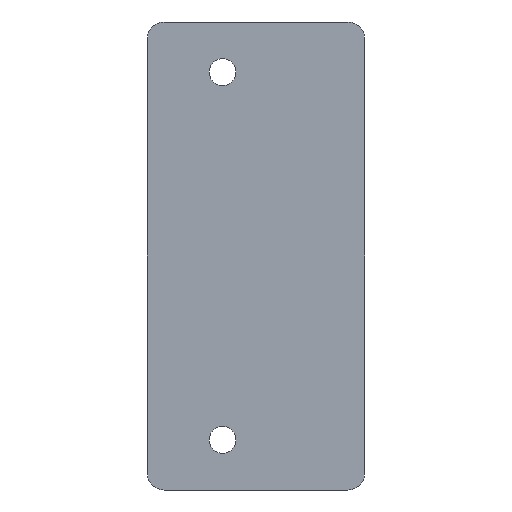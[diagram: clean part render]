
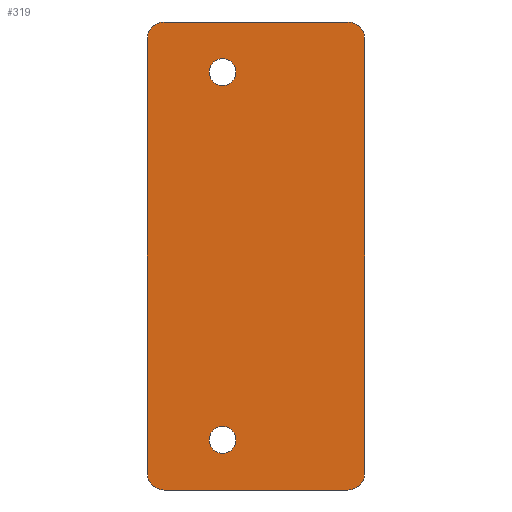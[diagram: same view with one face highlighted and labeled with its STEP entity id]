
A CAD part, front view. The second image highlights one B-rep face of the part: STEP entity #319.
In plain terms, the highlighted planar face has unit normal (0, -1, 0).
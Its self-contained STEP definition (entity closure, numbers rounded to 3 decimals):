
#15=FACE_BOUND('',#52,.T.);
#16=FACE_BOUND('',#53,.T.);
#21=PLANE('',#367);
#34=FACE_OUTER_BOUND('',#51,.T.);
#51=EDGE_LOOP('',(#239,#240,#241,#242,#243,#244,#245,#246));
#52=EDGE_LOOP('',(#247));
#53=EDGE_LOOP('',(#248));
#75=LINE('',#522,#104);
#78=LINE('',#528,#107);
#79=LINE('',#532,#108);
#80=LINE('',#536,#109);
#104=VECTOR('',#425,10.);
#107=VECTOR('',#430,10.);
#108=VECTOR('',#433,10.);
#109=VECTOR('',#436,10.);
#125=CIRCLE('',#355,1.6);
#127=CIRCLE('',#358,1.6);
#130=CIRCLE('',#364,2.);
#132=CIRCLE('',#368,2.);
#133=CIRCLE('',#369,2.);
#134=CIRCLE('',#370,2.);
#141=VERTEX_POINT('',#487);
#143=VERTEX_POINT('',#493);
#150=VERTEX_POINT('',#512);
#151=VERTEX_POINT('',#513);
#154=VERTEX_POINT('',#521);
#156=VERTEX_POINT('',#527);
#157=VERTEX_POINT('',#529);
#158=VERTEX_POINT('',#531);
#159=VERTEX_POINT('',#533);
#160=VERTEX_POINT('',#535);
#172=EDGE_CURVE('',#141,#141,#125,.T.);
#175=EDGE_CURVE('',#143,#143,#127,.T.);
#183=EDGE_CURVE('',#150,#151,#130,.T.);
#187=EDGE_CURVE('',#151,#154,#75,.T.);
#190=EDGE_CURVE('',#150,#156,#78,.T.);
#191=EDGE_CURVE('',#157,#156,#132,.T.);
#192=EDGE_CURVE('',#158,#157,#79,.T.);
#193=EDGE_CURVE('',#159,#158,#133,.T.);
#194=EDGE_CURVE('',#160,#159,#80,.T.);
#195=EDGE_CURVE('',#154,#160,#134,.T.);
#239=ORIENTED_EDGE('',*,*,#183,.F.);
#240=ORIENTED_EDGE('',*,*,#190,.T.);
#241=ORIENTED_EDGE('',*,*,#191,.F.);
#242=ORIENTED_EDGE('',*,*,#192,.F.);
#243=ORIENTED_EDGE('',*,*,#193,.F.);
#244=ORIENTED_EDGE('',*,*,#194,.F.);
#245=ORIENTED_EDGE('',*,*,#195,.F.);
#246=ORIENTED_EDGE('',*,*,#187,.F.);
#247=ORIENTED_EDGE('',*,*,#172,.T.);
#248=ORIENTED_EDGE('',*,*,#175,.T.);
#319=ADVANCED_FACE('',(#34,#15,#16),#21,.F.);
#355=AXIS2_PLACEMENT_3D('',#489,#393,#394);
#358=AXIS2_PLACEMENT_3D('',#495,#400,#401);
#364=AXIS2_PLACEMENT_3D('',#514,#417,#418);
#367=AXIS2_PLACEMENT_3D('',#526,#428,#429);
#368=AXIS2_PLACEMENT_3D('',#530,#431,#432);
#369=AXIS2_PLACEMENT_3D('',#534,#434,#435);
#370=AXIS2_PLACEMENT_3D('',#537,#437,#438);
#393=DIRECTION('center_axis',(0.,1.,0.));
#394=DIRECTION('ref_axis',(1.,0.,0.));
#400=DIRECTION('center_axis',(0.,1.,0.));
#401=DIRECTION('ref_axis',(1.,0.,0.));
#417=DIRECTION('center_axis',(0.,1.,0.));
#418=DIRECTION('ref_axis',(0.707,0.,-0.707));
#425=DIRECTION('',(-1.,0.,0.));
#428=DIRECTION('center_axis',(0.,1.,0.));
#429=DIRECTION('ref_axis',(0.,0.,1.));
#430=DIRECTION('',(0.,0.,1.));
#431=DIRECTION('center_axis',(0.,1.,0.));
#432=DIRECTION('ref_axis',(0.707,0.,0.707));
#433=DIRECTION('',(1.,0.,0.));
#434=DIRECTION('center_axis',(0.,1.,0.));
#435=DIRECTION('ref_axis',(-0.707,0.,0.707));
#436=DIRECTION('',(0.,0.,1.));
#437=DIRECTION('center_axis',(0.,1.,0.));
#438=DIRECTION('ref_axis',(-0.707,0.,-0.707));
#487=CARTESIAN_POINT('',(-44.6,0.,-50.));
#489=CARTESIAN_POINT('Origin',(-43.,0.,-50.));
#493=CARTESIAN_POINT('',(-44.6,0.,-6.));
#495=CARTESIAN_POINT('Origin',(-43.,0.,-6.));
#512=CARTESIAN_POINT('',(-26.,0.,-54.));
#513=CARTESIAN_POINT('',(-28.,0.,-56.));
#514=CARTESIAN_POINT('Origin',(-28.,0.,-54.));
#521=CARTESIAN_POINT('',(-50.,0.,-56.));
#522=CARTESIAN_POINT('',(0.,0.,-56.));
#526=CARTESIAN_POINT('Origin',(-26.,0.,-28.));
#527=CARTESIAN_POINT('',(-26.,0.,-2.));
#528=CARTESIAN_POINT('',(-26.,0.,-42.));
#529=CARTESIAN_POINT('',(-28.,0.,0.));
#530=CARTESIAN_POINT('Origin',(-28.,0.,-2.));
#531=CARTESIAN_POINT('',(-50.,0.,0.));
#532=CARTESIAN_POINT('',(-52.,0.,0.));
#533=CARTESIAN_POINT('',(-52.,0.,-2.));
#534=CARTESIAN_POINT('Origin',(-50.,0.,-2.));
#535=CARTESIAN_POINT('',(-52.,0.,-54.));
#536=CARTESIAN_POINT('',(-52.,0.,-56.));
#537=CARTESIAN_POINT('Origin',(-50.,0.,-54.));
